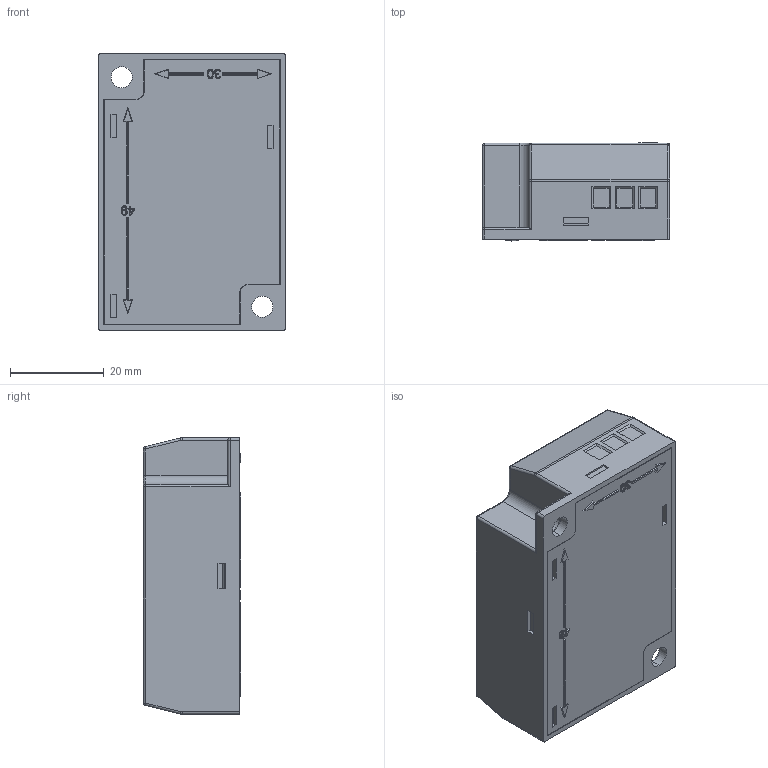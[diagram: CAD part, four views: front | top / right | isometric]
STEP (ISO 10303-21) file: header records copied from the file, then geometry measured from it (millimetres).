
FILE_DESCRIPTION((''),'2;1');
FILE_NAME('ASM0007_ASM','2021-02-02T',('marketing.praksa'),('Audax d.o.o.'),'CREO PARAMETRIC BY PTC INC, 2017480','CREO PARAMETRIC BY PTC INC, 2017480','');
FILE_SCHEMA(('AUTOMOTIVE_DESIGN { 1 0 10303 214 1 1 1 1 }'));
Length unit declared in the file: millimetre
Products named in the file (20): ONE_FILL_1; RC_SCREW_1_1; PRT0017_1_1; ASM0033_ASM_1_1_ASM; ASM0009_ASM; PRT0018; PRT0019; RC_SCREW_1_1_2; PRT0017_1_1_2; PRT0018_1_1_2; ASM0033_ASM_1_1_2_ASM; ASM0010_ASM; PRT0020; TMP_DWG_65_1_1_1_2_1_2_3_1_2; TMP_DWG_65_1_2_1_2_1_2_3_1_2; TMP_DWG_65_1_3_1_2_1_2_3_1_2; ASM0011_1_ASM; ASM0012_ASM; DIMENSIONS; ASM0007_ASM
Assembly tree (19 placements, depth 4):
  ASM0007_ASM
    ONE_FILL_1
    ASM0009_ASM
      ASM0033_ASM_1_1_ASM
        RC_SCREW_1_1
        PRT0017_1_1
    PRT0018
    PRT0019
    ASM0010_ASM
      ASM0033_ASM_1_1_2_ASM
        RC_SCREW_1_1_2
        PRT0017_1_1_2
        PRT0018_1_1_2
    PRT0020
    ASM0012_ASM
      ASM0011_1_ASM
        TMP_DWG_65_1_1_1_2_1_2_3_1_2
        TMP_DWG_65_1_2_1_2_1_2_3_1_2
        TMP_DWG_65_1_3_1_2_1_2_3_1_2
    DIMENSIONS
Bounding box: 40 x 20.89 x 59 mm (x, y, z)
Volume: 43716.1 mm3; surface area: 11911.1 mm2
Topology: 20 solids, 21 shells, 480 faces, 1217 edges, 784 vertices
Faces by surface type: plane 300, cylinder 98, bspline 60, torus 14, sphere 8
Entity records: 26299 total; most frequent: CARTESIAN_POINT 6137, ORIENTED_EDGE 2418, DIRECTION 2232, PRESENTATION_STYLE_ASSIGNMENT 1709, STYLED_ITEM 1709, CURVE_STYLE 1209, EDGE_CURVE 1209, VECTOR 840
